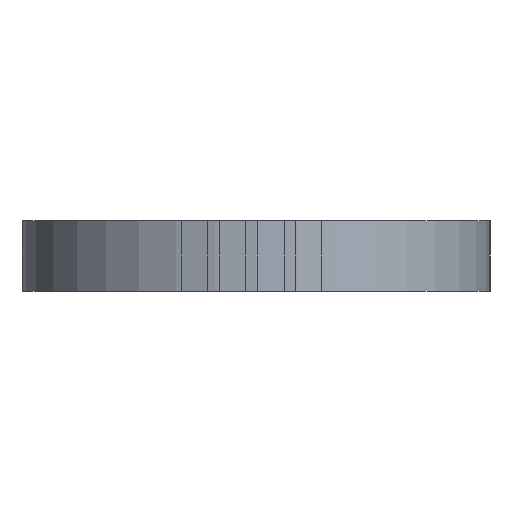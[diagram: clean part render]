
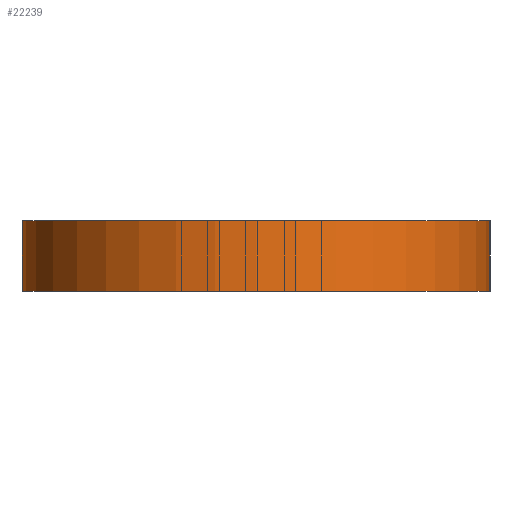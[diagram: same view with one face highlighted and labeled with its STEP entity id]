
A CAD part, left-side view. The second image highlights one B-rep face of the part: STEP entity #22239.
In plain terms, the highlighted cylindrical face has radius 29.818 mm (diameter 59.636 mm), a partial arc.
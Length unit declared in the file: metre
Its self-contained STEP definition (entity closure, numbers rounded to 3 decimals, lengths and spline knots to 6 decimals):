
#633=CIRCLE('',#23492,0.029818);
#634=CIRCLE('',#23493,0.029818);
#2567=ORIENTED_EDGE('',*,*,#9544,.T.);
#2568=ORIENTED_EDGE('',*,*,#9545,.F.);
#2569=ORIENTED_EDGE('',*,*,#9546,.F.);
#2570=ORIENTED_EDGE('',*,*,#9547,.T.);
#9544=EDGE_CURVE('',#13032,#13033,#633,.T.);
#9545=EDGE_CURVE('',#13034,#13033,#15285,.T.);
#9546=EDGE_CURVE('',#13035,#13034,#634,.T.);
#9547=EDGE_CURVE('',#13035,#13032,#15286,.T.);
#13032=VERTEX_POINT('',#34419);
#13033=VERTEX_POINT('',#34420);
#13034=VERTEX_POINT('',#34422);
#13035=VERTEX_POINT('',#34424);
#15285=LINE('',#34421,#17538);
#15286=LINE('',#34425,#17539);
#17538=VECTOR('',#26862,1.);
#17539=VECTOR('',#26865,1.);
#19287=EDGE_LOOP('',(#2567,#2568,#2569,#2570));
#20454=FACE_BOUND('',#19287,.T.);
#21465=CYLINDRICAL_SURFACE('',#23491,0.029818);
#22239=ADVANCED_FACE('',(#20454),#21465,.T.);
#23491=AXIS2_PLACEMENT_3D('',#34417,#26858,#26859);
#23492=AXIS2_PLACEMENT_3D('',#34418,#26860,#26861);
#23493=AXIS2_PLACEMENT_3D('',#34423,#26863,#26864);
#26858=DIRECTION('',(0.,0.,-1.));
#26859=DIRECTION('',(-1.,0.,0.));
#26860=DIRECTION('',(0.,0.,1.));
#26861=DIRECTION('',(1.,0.,0.));
#26862=DIRECTION('',(0.,0.,-1.));
#26863=DIRECTION('',(0.,0.,1.));
#26864=DIRECTION('',(1.,0.,0.));
#26865=DIRECTION('',(0.,0.,-1.));
#34417=CARTESIAN_POINT('',(0.,0.,0.009));
#34418=CARTESIAN_POINT('',(0.,0.,0.));
#34419=CARTESIAN_POINT('',(0.,0.029818,0.));
#34420=CARTESIAN_POINT('',(0.,-0.029818,0.));
#34421=CARTESIAN_POINT('',(0.,-0.029818,0.009));
#34422=CARTESIAN_POINT('',(0.,-0.029818,0.009));
#34423=CARTESIAN_POINT('',(0.,0.,0.009));
#34424=CARTESIAN_POINT('',(0.,0.029818,0.009));
#34425=CARTESIAN_POINT('',(0.,0.029818,0.009));
